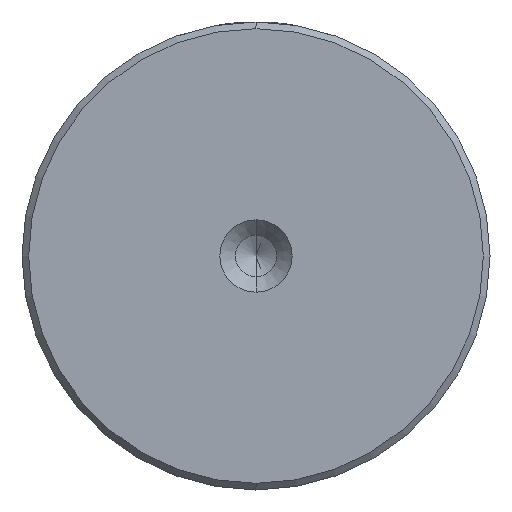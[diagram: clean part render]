
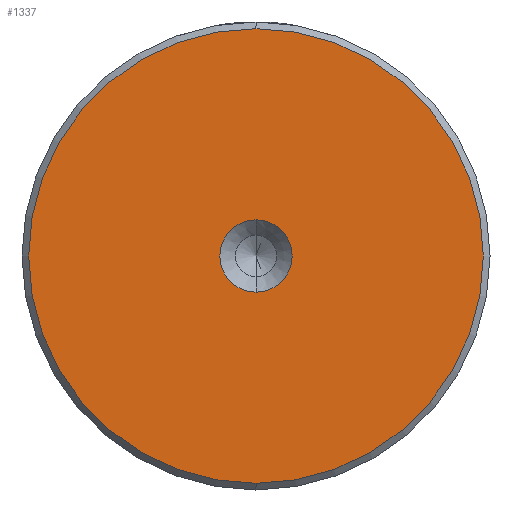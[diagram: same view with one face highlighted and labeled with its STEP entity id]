
A CAD part, left-side view. The second image highlights one B-rep face of the part: STEP entity #1337.
In plain terms, the highlighted planar face has unit normal (-1, 0, 0).
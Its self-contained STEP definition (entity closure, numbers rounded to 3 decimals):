
#10 = AXIS2_PLACEMENT_3D ( 'NONE', #858, #2070, #1030 ) ;
#93 = CARTESIAN_POINT ( 'NONE',  ( 0., 0., 0. ) ) ;
#114 = EDGE_LOOP ( 'NONE', ( #1308, #223 ) ) ;
#144 = DIRECTION ( 'NONE',  ( 0., 0., 1. ) ) ;
#218 = EDGE_CURVE ( 'NONE', #1718, #1440, #1178, .T. ) ;
#223 = ORIENTED_EDGE ( 'NONE', *, *, #1287, .F. ) ;
#244 = DIRECTION ( 'NONE',  ( -1., 0., 0. ) ) ;
#254 = ORIENTED_EDGE ( 'NONE', *, *, #1049, .T. ) ;
#281 = DIRECTION ( 'NONE',  ( 0., 0., 1. ) ) ;
#457 = CARTESIAN_POINT ( 'NONE',  ( 0., 0., -17. ) ) ;
#538 = CARTESIAN_POINT ( 'NONE',  ( 0., 0., 17. ) ) ;
#551 = AXIS2_PLACEMENT_3D ( 'NONE', #1309, #244, #1485 ) ;
#559 = CARTESIAN_POINT ( 'NONE',  ( 0., 0., -2.7 ) ) ;
#578 = FACE_BOUND ( 'NONE', #114, .T. ) ;
#735 = AXIS2_PLACEMENT_3D ( 'NONE', #889, #903, #898 ) ;
#785 = EDGE_LOOP ( 'NONE', ( #254, #1929 ) ) ;
#858 = CARTESIAN_POINT ( 'NONE',  ( 0., 0., 0. ) ) ;
#889 = CARTESIAN_POINT ( 'NONE',  ( 0., 0., 0. ) ) ;
#898 = DIRECTION ( 'NONE',  ( 0., 0., 1. ) ) ;
#903 = DIRECTION ( 'NONE',  ( -1., 0., 0. ) ) ;
#1024 = CIRCLE ( 'NONE', #551, 17. ) ;
#1030 = DIRECTION ( 'NONE',  ( 0., 0., 1. ) ) ;
#1031 = AXIS2_PLACEMENT_3D ( 'NONE', #93, #1343, #281 ) ;
#1036 = CARTESIAN_POINT ( 'NONE',  ( 0., 0., 0. ) ) ;
#1049 = EDGE_CURVE ( 'NONE', #1154, #2262, #1024, .T. ) ;
#1102 = EDGE_CURVE ( 'NONE', #2262, #1154, #1370, .T. ) ;
#1154 = VERTEX_POINT ( 'NONE', #457 ) ;
#1178 = CIRCLE ( 'NONE', #735, 2.7 ) ;
#1220 = DIRECTION ( 'NONE',  ( -1., 0., 0. ) ) ;
#1287 = EDGE_CURVE ( 'NONE', #1440, #1718, #1505, .T. ) ;
#1308 = ORIENTED_EDGE ( 'NONE', *, *, #218, .F. ) ;
#1309 = CARTESIAN_POINT ( 'NONE',  ( 0., 0., 0. ) ) ;
#1337 = ADVANCED_FACE ( 'NONE', ( #1927, #578 ), #1742, .T. ) ;
#1343 = DIRECTION ( 'NONE',  ( -1., 0., 0. ) ) ;
#1370 = CIRCLE ( 'NONE', #1031, 17. ) ;
#1440 = VERTEX_POINT ( 'NONE', #559 ) ;
#1485 = DIRECTION ( 'NONE',  ( 0., 0., 1. ) ) ;
#1502 = CARTESIAN_POINT ( 'NONE',  ( 0., 0., 2.7 ) ) ;
#1505 = CIRCLE ( 'NONE', #10, 2.7 ) ;
#1718 = VERTEX_POINT ( 'NONE', #1502 ) ;
#1742 = PLANE ( 'NONE',  #1801 ) ;
#1801 = AXIS2_PLACEMENT_3D ( 'NONE', #1036, #1220, #144 ) ;
#1927 = FACE_OUTER_BOUND ( 'NONE', #785, .T. ) ;
#1929 = ORIENTED_EDGE ( 'NONE', *, *, #1102, .T. ) ;
#2070 = DIRECTION ( 'NONE',  ( -1., 0., 0. ) ) ;
#2262 = VERTEX_POINT ( 'NONE', #538 ) ;
